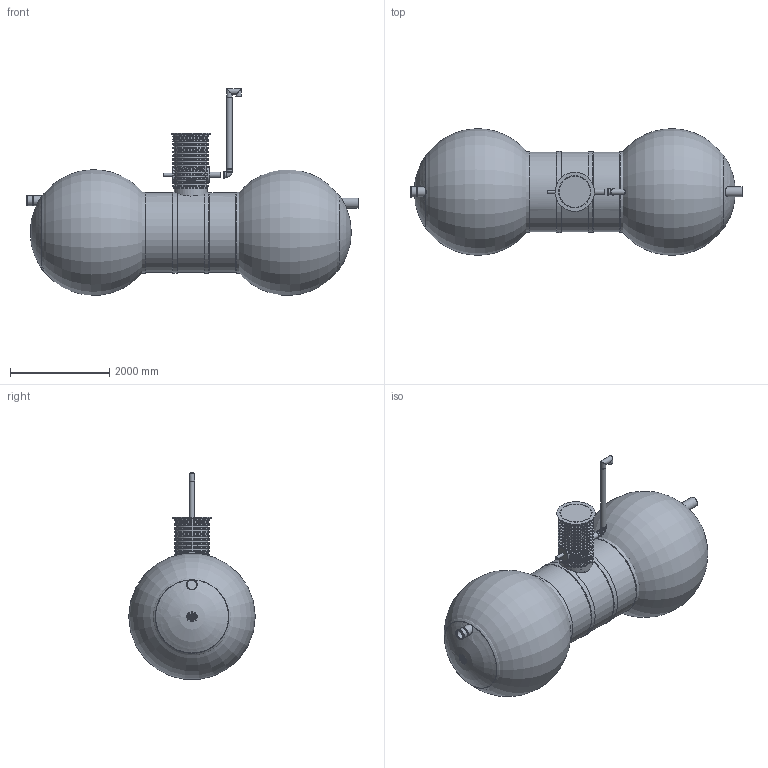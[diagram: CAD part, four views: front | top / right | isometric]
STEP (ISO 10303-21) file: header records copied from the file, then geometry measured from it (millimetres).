
FILE_DESCRIPTION(/* description */ ('Unknown'),/* implementation_level */ '2;1');
FILE_NAME(/* name */ 'Liiva-mudaeraldaja 13m3 D1600',/* time_stamp */ '2023-04-13T14:42:46+03:00',/* author */ ('Unknown'),/* organization */ ('Unknown'),/* preprocessor_version */ 'ST-DEVELOPER v18.1',/* originating_system */ 'Solid Edge',/* authorisation */ 'Unknown');
FILE_SCHEMA (('AUTOMOTIVE_DESIGN {1 0 10303 214 3 1 1}'));
Length unit declared in the file: millimetre
Products named in the file (20): Liivamudaeraldaja 13m3 D1600 28.03.23; 3308.005; silinder D1600 13m3 liivaeraldajale; 3308.006; Ribi1600; muhvots_200_.par pikem; 3308.004; Malmluuk_D600_(Ginmika); Malmluugi_korpus_D600_(Ginmika); Malmluugi_kaan_D600_(Ginmika); 2703.001; 2697.001 tihend teeninduskaevule 670_var2; 2693.001_var3; D665 KP silinder 26.04.19; RoundTubing 63x4.7_oa_0; RoundTubing 110x6.6_oa_1; PE_vent_malm_L=1500; PVC_polv_110; PE venttoru DN100 L=1500; Rotoventiots
Assembly tree (27 placements, depth 3):
  Liivamudaeraldaja 13m3 D1600 28.03.23
    3308.005
    silinder D1600 13m3 liivaeraldajale
    3308.006
    Ribi1600  x8
    muhvots_200_.par pikem
    3308.004
    Malmluuk_D600_(Ginmika)
      Malmluugi_korpus_D600_(Ginmika)
      Malmluugi_kaan_D600_(Ginmika)
    2703.001
    2697.001 tihend teeninduskaevule 670_var2  x2
    2693.001_var3
    D665 KP silinder 26.04.19
    RoundTubing 63x4.7_oa_0
    RoundTubing 110x6.6_oa_1
    PE_vent_malm_L=1500
      PVC_polv_110
      PE venttoru DN100 L=1500
      Rotoventiots
Bounding box: 6700 x 2552.74 x 4171.5 mm (x, y, z)
Volume: 17829107637.4 mm3; surface area: 138354385.7 mm2
Topology: 27 solids, 28 shells, 646 faces, 1515 edges, 978 vertices
Faces by surface type: plane 231, cylinder 214, torus 141, cone 35, bspline 23, sphere 2
Full cylindrical faces by diameter (mm): 6 x1, 10 x31, 53.6 x1, 63 x1, 96.8 x1, 100 x2, 103.2 x3, 105 x1, 110 x9, 120 x2, 130 x2, 180 x1, 190 x1, 200 x5, 205 x1, 215 x1, 595 x1, 600 x1, 609 x1, 610 x1, 615 x2, 625 x3, 630 x1, 632.5 x4, 648.5 x4, 650 x1, 655 x11, 665 x10, 668.5 x4, 678.5 x2
Entity records: 18771 total; most frequent: CARTESIAN_POINT 6159, DIRECTION 2511, ORIENTED_EDGE 2122, AXIS2_PLACEMENT_3D 1127, EDGE_CURVE 1061, FACE_BOUND 966, EDGE_LOOP 964, VERTEX_POINT 813
